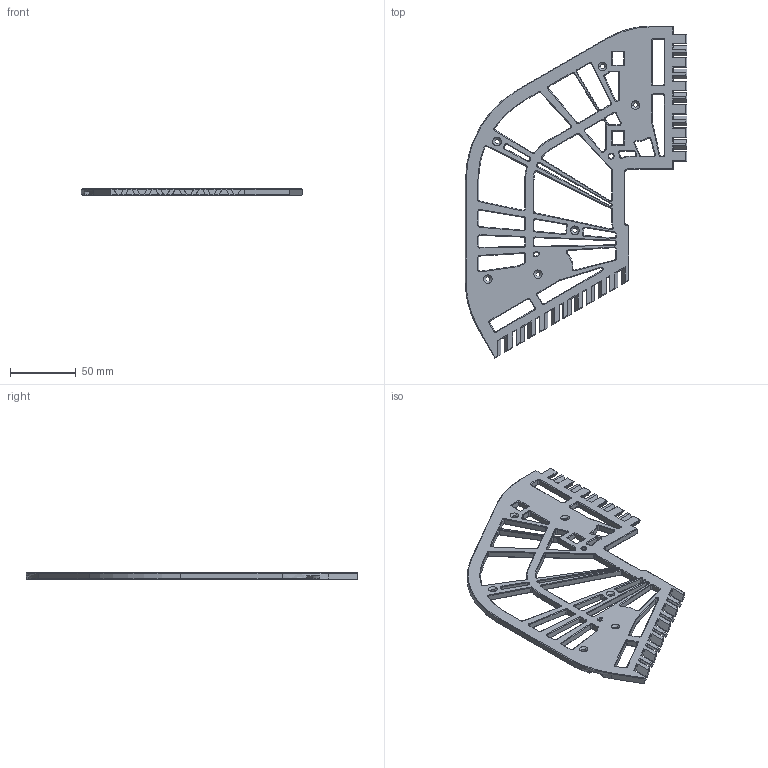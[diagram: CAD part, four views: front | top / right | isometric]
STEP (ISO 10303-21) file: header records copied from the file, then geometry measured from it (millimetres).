
FILE_DESCRIPTION (( 'STEP AP214' ), '1' );
FILE_NAME ('frame_top_right.STEP', '2023-05-01T22:43:40', ( '' ), ( '' ), 'SwSTEP 2.0', 'SolidWorks 2021', '' );
FILE_SCHEMA (( 'AUTOMOTIVE_DESIGN' ));
Length unit declared in the file: millimetre
Products named in the file (1): frame_top_right
Bounding box: 167.78 x 251.83 x 5 mm (x, y, z)
Volume: 74116.3 mm3; surface area: 47894.5 mm2
Topology: 1 solids, 1 shells, 1205 faces, 3013 edges, 1829 vertices
Faces by surface type: plane 639, cone 326, cylinder 187, bspline 53
Entity records: 38016 total; most frequent: CARTESIAN_POINT 9131, ORIENTED_EDGE 6026, DIRECTION 5922, EDGE_CURVE 3013, LINE 2178, VECTOR 2178, AXIS2_PLACEMENT_3D 1872, VERTEX_POINT 1829
